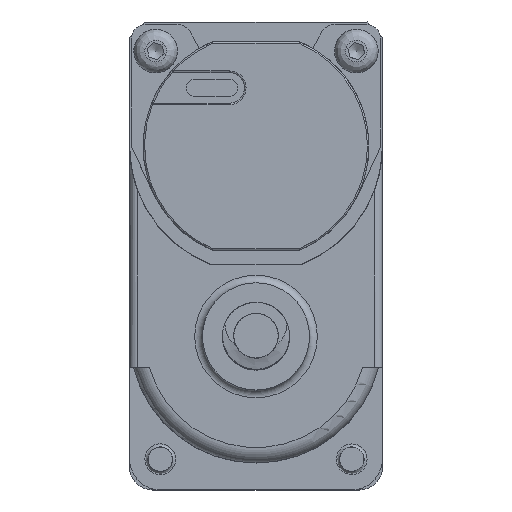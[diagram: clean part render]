
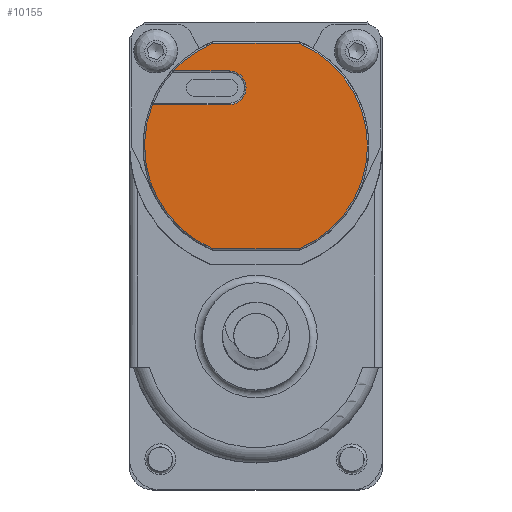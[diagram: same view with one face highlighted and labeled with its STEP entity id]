
A CAD part, top view. The second image highlights one B-rep face of the part: STEP entity #10155.
In plain terms, the highlighted planar face has unit normal (0, 0, 1).
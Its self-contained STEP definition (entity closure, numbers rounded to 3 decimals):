
#9591=CARTESIAN_POINT('',(53.107,35.217,5.0));
#9592=VERTEX_POINT('',#9591);
#9662=CARTESIAN_POINT('',(50.351,30.817,5.0));
#9663=VERTEX_POINT('',#9662);
#9707=CARTESIAN_POINT('',(45.266,27.217,5.0));
#9708=VERTEX_POINT('',#9707);
#9709=CARTESIAN_POINT('',(39.596,40.617,5.0));
#9710=DIRECTION('',(0.0,0.0,-1.0));
#9711=DIRECTION('',(0.589,-0.808,0.0));
#9712=AXIS2_PLACEMENT_3D('',#9709,#9710,#9711);
#9713=CIRCLE('',#9712,14.55);
#9714=EDGE_CURVE('',#9663,#9708,#9713,.T.);
#9739=CARTESIAN_POINT('',(33.927,27.217,5.0));
#9740=VERTEX_POINT('',#9739);
#9741=CARTESIAN_POINT('',(45.266,27.217,5.0));
#9742=DIRECTION('',(-1.0,0.0,0.0));
#9743=VECTOR('',#9742,11.339);
#9744=LINE('',#9741,#9743);
#9745=EDGE_CURVE('',#9708,#9740,#9744,.T.);
#9777=CARTESIAN_POINT('',(33.927,54.017,5.0));
#9778=VERTEX_POINT('',#9777);
#9779=CARTESIAN_POINT('',(39.596,40.617,5.0));
#9780=DIRECTION('',(0.0,0.0,-1.0));
#9781=DIRECTION('',(-1.0,0.0,0.0));
#9782=AXIS2_PLACEMENT_3D('',#9779,#9780,#9781);
#9783=CIRCLE('',#9782,14.55);
#9784=EDGE_CURVE('',#9740,#9778,#9783,.T.);
#9811=CARTESIAN_POINT('',(45.266,54.017,5.0));
#9812=VERTEX_POINT('',#9811);
#9813=CARTESIAN_POINT('',(33.927,54.017,5.0));
#9814=DIRECTION('',(1.0,0.0,0.0));
#9815=VECTOR('',#9814,11.339);
#9816=LINE('',#9813,#9815);
#9817=EDGE_CURVE('',#9778,#9812,#9816,.T.);
#9851=CARTESIAN_POINT('',(39.596,40.617,5.0));
#9852=DIRECTION('',(0.0,0.0,-1.0));
#9853=DIRECTION('',(0.924,0.382,0.0));
#9854=AXIS2_PLACEMENT_3D('',#9851,#9852,#9853);
#9855=CIRCLE('',#9854,14.55);
#9856=EDGE_CURVE('',#9812,#9592,#9855,.T.);
#9928=CARTESIAN_POINT('',(43.096,30.817,5.0));
#9929=VERTEX_POINT('',#9928);
#9937=CARTESIAN_POINT('',(43.096,30.817,5.0));
#9938=DIRECTION('',(1.0,0.0,0.0));
#9939=VECTOR('',#9938,7.255);
#9940=LINE('',#9937,#9939);
#9941=EDGE_CURVE('',#9929,#9663,#9940,.T.);
#9960=CARTESIAN_POINT('',(43.096,35.217,5.0));
#9961=VERTEX_POINT('',#9960);
#9969=CARTESIAN_POINT('',(43.096,33.017,5.0));
#9970=DIRECTION('',(0.0,0.0,1.0));
#9971=DIRECTION('',(-1.0,0.0,0.0));
#9972=AXIS2_PLACEMENT_3D('',#9969,#9970,#9971);
#9973=CIRCLE('',#9972,2.2);
#9974=EDGE_CURVE('',#9961,#9929,#9973,.T.);
#9993=CARTESIAN_POINT('',(53.107,35.217,5.0));
#9994=DIRECTION('',(-1.0,0.0,0.0));
#9995=VECTOR('',#9994,10.011);
#9996=LINE('',#9993,#9995);
#9997=EDGE_CURVE('',#9592,#9961,#9996,.T.);
#10140=CARTESIAN_POINT('',(39.596,40.617,5.0));
#10141=DIRECTION('',(0.0,0.0,1.0));
#10142=DIRECTION('',(1.0,0.0,0.0));
#10143=AXIS2_PLACEMENT_3D('',#10140,#10141,#10142);
#10144=PLANE('',#10143);
#10145=ORIENTED_EDGE('',*,*,#9714,.F.);
#10146=ORIENTED_EDGE('',*,*,#9941,.F.);
#10147=ORIENTED_EDGE('',*,*,#9974,.F.);
#10148=ORIENTED_EDGE('',*,*,#9997,.F.);
#10149=ORIENTED_EDGE('',*,*,#9856,.F.);
#10150=ORIENTED_EDGE('',*,*,#9817,.F.);
#10151=ORIENTED_EDGE('',*,*,#9784,.F.);
#10152=ORIENTED_EDGE('',*,*,#9745,.F.);
#10153=EDGE_LOOP('',(#10145,#10146,#10147,#10148,#10149,#10150,#10151,#10152));
#10154=FACE_OUTER_BOUND('',#10153,.T.);
#10155=ADVANCED_FACE('',(#10154),#10144,.T.);
